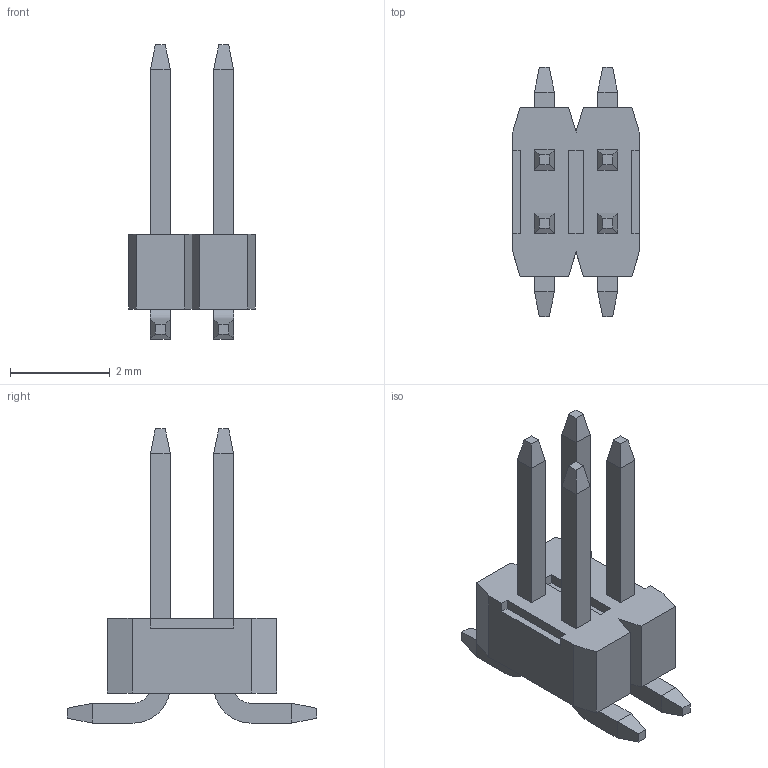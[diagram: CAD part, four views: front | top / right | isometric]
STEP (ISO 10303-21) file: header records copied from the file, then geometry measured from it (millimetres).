
FILE_DESCRIPTION(/* description */ ('Unknown'),/* implementation_level */ '2;1');
FILE_NAME(/* name */ '62100421021',/* time_stamp */ '2020-09-24T08:34:18+02:00',/* author */ ('Unknown'),/* organization */ ('Unknown'),/* preprocessor_version */ 'ST-DEVELOPER v16.7',/* originating_system */ 'DEX',/* authorisation */ $);
FILE_SCHEMA (('AUTOMOTIVE_DESIGN {1 0 10303 214 3 1 1}'));
Length unit declared in the file: millimetre
Products named in the file (3): 6210xx21021; 621x0421021_Housing; 6210xx21021_PIN
Assembly tree (5 placements, depth 2):
  6210xx21021
    621x0421021_Housing
    6210xx21021_PIN  x4
Bounding box: 2.54 x 5 x 5.91 mm (x, y, z)
Volume: 15.8 mm3; surface area: 90.9 mm2
Topology: 5 solids, 5 shells, 117 faces, 286 edges, 180 vertices
Faces by surface type: plane 109, cylinder 8
Entity records: 2016 total; most frequent: CARTESIAN_POINT 343, ORIENTED_EDGE 332, DIRECTION 308, EDGE_CURVE 166, LINE 162, VECTOR 162, VERTEX_POINT 108, AXIS2_PLACEMENT_3D 73
